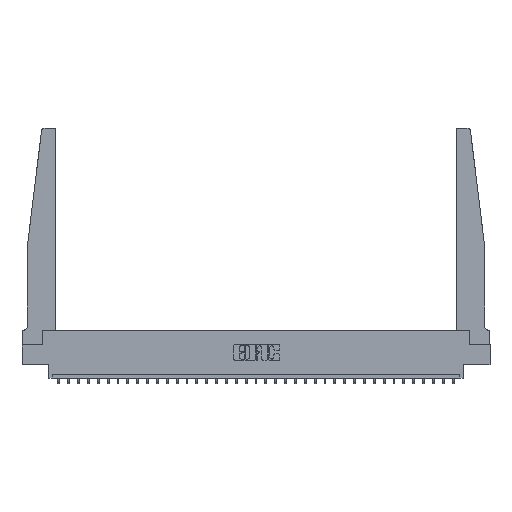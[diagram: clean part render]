
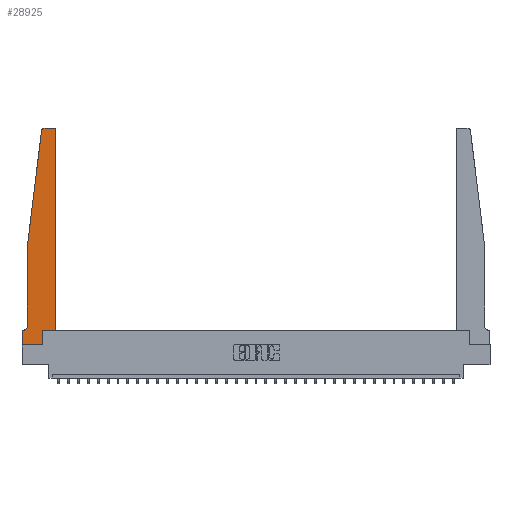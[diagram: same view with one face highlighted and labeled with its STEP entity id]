
A CAD part, top view. The second image highlights one B-rep face of the part: STEP entity #28925.
In plain terms, the highlighted planar face has unit normal (0, 0, 1).
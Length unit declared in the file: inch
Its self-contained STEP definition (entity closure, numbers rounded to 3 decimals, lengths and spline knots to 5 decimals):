
#970 = DIRECTION ( 'NONE',  ( -1., 0., 0. ) ) ;
#1000 = DIRECTION ( 'NONE',  ( 0., 0., -1. ) ) ;
#1136 = DIRECTION ( 'NONE',  ( 1., 0., 0. ) ) ;
#1366 = ORIENTED_EDGE ( 'NONE', *, *, #22948, .T. ) ;
#1420 = CARTESIAN_POINT ( 'NONE',  ( 0.24675, 2.72367, 0.37 ) ) ;
#1427 = VECTOR ( 'NONE', #24735, 39.37008 ) ;
#1815 = EDGE_CURVE ( 'NONE', #10828, #17534, #13571, .T. ) ;
#1850 = CIRCLE ( 'NONE', #5053, 0.05 ) ;
#2493 = ORIENTED_EDGE ( 'NONE', *, *, #1815, .T. ) ;
#2620 = DIRECTION ( 'NONE',  ( 0., 0., 1. ) ) ;
#2886 = ORIENTED_EDGE ( 'NONE', *, *, #20607, .T. ) ;
#4063 = CARTESIAN_POINT ( 'NONE',  ( 0.425, 2.72, 0.37 ) ) ;
#4107 = CARTESIAN_POINT ( 'NONE',  ( 0.015, 0.1875, 0.37 ) ) ;
#4187 = LINE ( 'NONE', #22208, #10506 ) ;
#4273 = VECTOR ( 'NONE', #14534, 39.37008 ) ;
#4543 = CARTESIAN_POINT ( 'NONE',  ( 0.27653, 2.75, 0.37 ) ) ;
#4870 = DIRECTION ( 'NONE',  ( -0.122, -0.992, 0. ) ) ;
#5011 = LINE ( 'NONE', #28578, #4273 ) ;
#5053 = AXIS2_PLACEMENT_3D ( 'NONE', #15200, #1000, #17586 ) ;
#5427 = VECTOR ( 'NONE', #13593, 39.37008 ) ;
#5803 = CARTESIAN_POINT ( 'NONE',  ( 0., 0., 0.37 ) ) ;
#6217 = DIRECTION ( 'NONE',  ( 1., 0., 0. ) ) ;
#6253 = ORIENTED_EDGE ( 'NONE', *, *, #23423, .T. ) ;
#6593 = VERTEX_POINT ( 'NONE', #28934 ) ;
#7057 = LINE ( 'NONE', #8260, #1427 ) ;
#7091 = VERTEX_POINT ( 'NONE', #28294 ) ;
#7103 = EDGE_CURVE ( 'NONE', #17534, #7998, #17093, .T. ) ;
#7407 = CARTESIAN_POINT ( 'NONE',  ( 0., 0.1875, 0.37 ) ) ;
#7895 = EDGE_CURVE ( 'NONE', #15480, #21296, #1850, .T. ) ;
#7998 = VERTEX_POINT ( 'NONE', #1420 ) ;
#8260 = CARTESIAN_POINT ( 'NONE',  ( 0.065, 1.25, 0.37 ) ) ;
#8632 = EDGE_CURVE ( 'NONE', #20432, #15480, #7057, .T. ) ;
#10020 = AXIS2_PLACEMENT_3D ( 'NONE', #11980, #28384, #14348 ) ;
#10315 = ORIENTED_EDGE ( 'NONE', *, *, #23201, .T. ) ;
#10506 = VECTOR ( 'NONE', #970, 39.37008 ) ;
#10532 = VECTOR ( 'NONE', #6217, 39.37008 ) ;
#10534 = CARTESIAN_POINT ( 'NONE',  ( 0., 0.1875, 0.37 ) ) ;
#10638 = PLANE ( 'NONE',  #29075 ) ;
#10828 = VERTEX_POINT ( 'NONE', #28875 ) ;
#11283 = LINE ( 'NONE', #29738, #10532 ) ;
#11980 = CARTESIAN_POINT ( 'NONE',  ( 0.27653, 2.72, 0.37 ) ) ;
#12069 = VECTOR ( 'NONE', #26601, 39.37008 ) ;
#12267 = CARTESIAN_POINT ( 'NONE',  ( 0.425, 0.18, 0.37 ) ) ;
#12857 = CARTESIAN_POINT ( 'NONE',  ( 0.065, 1.25, 0.37 ) ) ;
#13571 = LINE ( 'NONE', #17264, #12069 ) ;
#13593 = DIRECTION ( 'NONE',  ( 1., 0., 0. ) ) ;
#13782 = VERTEX_POINT ( 'NONE', #4063 ) ;
#14203 = VERTEX_POINT ( 'NONE', #5803 ) ;
#14348 = DIRECTION ( 'NONE',  ( 1., 0., 0. ) ) ;
#14534 = DIRECTION ( 'NONE',  ( 0., -1., 0. ) ) ;
#14633 = DIRECTION ( 'NONE',  ( 0., 1., 0. ) ) ;
#15078 = ORIENTED_EDGE ( 'NONE', *, *, #7103, .T. ) ;
#15200 = CARTESIAN_POINT ( 'NONE',  ( 0.015, 0.2375, 0.37 ) ) ;
#15351 = DIRECTION ( 'NONE',  ( 0., 0., 1. ) ) ;
#15473 = ORIENTED_EDGE ( 'NONE', *, *, #29267, .T. ) ;
#15480 = VERTEX_POINT ( 'NONE', #28159 ) ;
#15743 = CARTESIAN_POINT ( 'NONE',  ( 0.2605, 0.18, 0.37 ) ) ;
#16212 = ORIENTED_EDGE ( 'NONE', *, *, #18284, .T. ) ;
#16353 = FACE_OUTER_BOUND ( 'NONE', #26141, .T. ) ;
#16775 = CARTESIAN_POINT ( 'NONE',  ( 0.395, 2.72, 0.37 ) ) ;
#16811 = EDGE_CURVE ( 'NONE', #18329, #14203, #5011, .T. ) ;
#17093 = CIRCLE ( 'NONE', #10020, 0.03 ) ;
#17264 = CARTESIAN_POINT ( 'NONE',  ( 0.25, 2.75, 0.37 ) ) ;
#17407 = LINE ( 'NONE', #15743, #29132 ) ;
#17534 = VERTEX_POINT ( 'NONE', #4543 ) ;
#17586 = DIRECTION ( 'NONE',  ( -1., 0., 0. ) ) ;
#18103 = DIRECTION ( 'NONE',  ( 0., 1., 0. ) ) ;
#18284 = EDGE_CURVE ( 'NONE', #13782, #10828, #25597, .T. ) ;
#18329 = VERTEX_POINT ( 'NONE', #7407 ) ;
#18544 = LINE ( 'NONE', #12267, #29530 ) ;
#19040 = CARTESIAN_POINT ( 'NONE',  ( 0.065, 1.25, 0.37 ) ) ;
#19172 = DIRECTION ( 'NONE',  ( 1., 0., 0. ) ) ;
#20432 = VERTEX_POINT ( 'NONE', #12857 ) ;
#20549 = CARTESIAN_POINT ( 'NONE',  ( 0.2605, 0., 0.37 ) ) ;
#20607 = EDGE_CURVE ( 'NONE', #6593, #7091, #23516, .T. ) ;
#21296 = VERTEX_POINT ( 'NONE', #4107 ) ;
#22208 = CARTESIAN_POINT ( 'NONE',  ( 0.065, 0.1875, 0.37 ) ) ;
#22688 = LINE ( 'NONE', #19040, #28149 ) ;
#22852 = ORIENTED_EDGE ( 'NONE', *, *, #8632, .T. ) ;
#22948 = EDGE_CURVE ( 'NONE', #14203, #22972, #11283, .T. ) ;
#22972 = VERTEX_POINT ( 'NONE', #20549 ) ;
#23201 = EDGE_CURVE ( 'NONE', #7998, #20432, #22688, .T. ) ;
#23423 = EDGE_CURVE ( 'NONE', #21296, #18329, #4187, .T. ) ;
#23516 = LINE ( 'NONE', #27629, #5427 ) ;
#24735 = DIRECTION ( 'NONE',  ( 0., -1., 0. ) ) ;
#24759 = EDGE_CURVE ( 'NONE', #22972, #6593, #17407, .T. ) ;
#25037 = ORIENTED_EDGE ( 'NONE', *, *, #16811, .T. ) ;
#25597 = CIRCLE ( 'NONE', #27357, 0.03 ) ;
#26141 = EDGE_LOOP ( 'NONE', ( #2493, #15078, #10315, #22852, #29029, #6253, #25037, #1366, #26488, #2886, #15473, #16212 ) ) ;
#26488 = ORIENTED_EDGE ( 'NONE', *, *, #24759, .T. ) ;
#26601 = DIRECTION ( 'NONE',  ( -1., 0., 0. ) ) ;
#27357 = AXIS2_PLACEMENT_3D ( 'NONE', #16775, #2620, #19172 ) ;
#27629 = CARTESIAN_POINT ( 'NONE',  ( 0.425, 0.18, 0.37 ) ) ;
#28149 = VECTOR ( 'NONE', #4870, 39.37008 ) ;
#28159 = CARTESIAN_POINT ( 'NONE',  ( 0.065, 0.2375, 0.37 ) ) ;
#28294 = CARTESIAN_POINT ( 'NONE',  ( 0.425, 0.18, 0.37 ) ) ;
#28384 = DIRECTION ( 'NONE',  ( 0., 0., 1. ) ) ;
#28578 = CARTESIAN_POINT ( 'NONE',  ( 0., 0., 0.37 ) ) ;
#28875 = CARTESIAN_POINT ( 'NONE',  ( 0.395, 2.75, 0.37 ) ) ;
#28925 = ADVANCED_FACE ( 'NONE', ( #16353 ), #10638, .T. ) ;
#28934 = CARTESIAN_POINT ( 'NONE',  ( 0.2605, 0.18, 0.37 ) ) ;
#29029 = ORIENTED_EDGE ( 'NONE', *, *, #7895, .T. ) ;
#29075 = AXIS2_PLACEMENT_3D ( 'NONE', #10534, #15351, #1136 ) ;
#29132 = VECTOR ( 'NONE', #18103, 39.37008 ) ;
#29267 = EDGE_CURVE ( 'NONE', #7091, #13782, #18544, .T. ) ;
#29530 = VECTOR ( 'NONE', #14633, 39.37008 ) ;
#29738 = CARTESIAN_POINT ( 'NONE',  ( 0., 0., 0.37 ) ) ;
